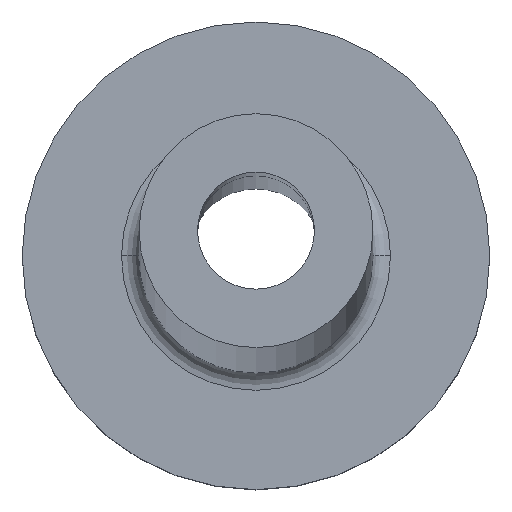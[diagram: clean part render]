
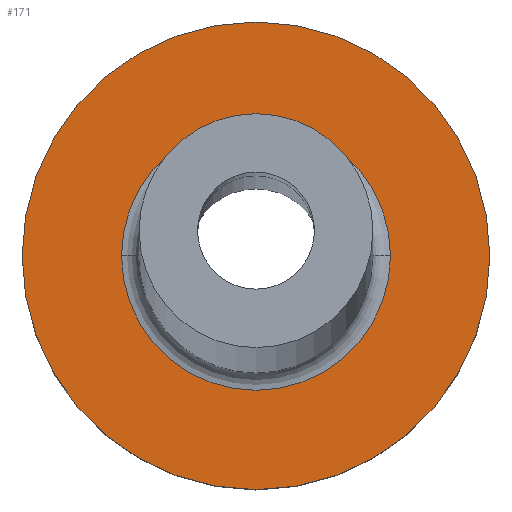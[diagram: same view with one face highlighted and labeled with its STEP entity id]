
A CAD part, top view. The second image highlights one B-rep face of the part: STEP entity #171.
In plain terms, the highlighted planar face has unit normal (0, 0, 1).
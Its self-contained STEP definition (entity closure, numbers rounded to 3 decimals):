
#10 = AXIS2_PLACEMENT_3D ( 'NONE', #114, #383, #169 ) ;
#37 = CIRCLE ( 'NONE', #130, 2.3 ) ;
#57 = FACE_OUTER_BOUND ( 'NONE', #204, .T. ) ;
#59 = VERTEX_POINT ( 'NONE', #448 ) ;
#60 = DIRECTION ( 'NONE',  ( 1., 0., 0. ) ) ;
#78 = EDGE_CURVE ( 'NONE', #143, #59, #122, .T. ) ;
#88 = CIRCLE ( 'NONE', #203, 4. ) ;
#95 = ORIENTED_EDGE ( 'NONE', *, *, #118, .T. ) ;
#101 = EDGE_CURVE ( 'NONE', #248, #422, #37, .T. ) ;
#104 = DIRECTION ( 'NONE',  ( 0., 0., 1. ) ) ;
#111 = DIRECTION ( 'NONE',  ( 0., 0., -1. ) ) ;
#114 = CARTESIAN_POINT ( 'NONE',  ( 0., 0., 3. ) ) ;
#118 = EDGE_CURVE ( 'NONE', #422, #248, #228, .T. ) ;
#122 = CIRCLE ( 'NONE', #374, 4. ) ;
#123 = CARTESIAN_POINT ( 'NONE',  ( 2.3, 0., 3. ) ) ;
#129 = EDGE_LOOP ( 'NONE', ( #291, #95 ) ) ;
#130 = AXIS2_PLACEMENT_3D ( 'NONE', #146, #111, #432 ) ;
#135 = ORIENTED_EDGE ( 'NONE', *, *, #78, .T. ) ;
#139 = EDGE_CURVE ( 'NONE', #59, #143, #88, .T. ) ;
#143 = VERTEX_POINT ( 'NONE', #293 ) ;
#146 = CARTESIAN_POINT ( 'NONE',  ( 0., 0., 3. ) ) ;
#150 = DIRECTION ( 'NONE',  ( 1., 0., 0. ) ) ;
#169 = DIRECTION ( 'NONE',  ( 1., 0., 0. ) ) ;
#171 = ADVANCED_FACE ( 'NONE', ( #376, #57 ), #317, .T. ) ;
#203 = AXIS2_PLACEMENT_3D ( 'NONE', #321, #414, #60 ) ;
#204 = EDGE_LOOP ( 'NONE', ( #135, #451 ) ) ;
#228 = CIRCLE ( 'NONE', #10, 2.3 ) ;
#237 = AXIS2_PLACEMENT_3D ( 'NONE', #449, #418, #150 ) ;
#248 = VERTEX_POINT ( 'NONE', #123 ) ;
#291 = ORIENTED_EDGE ( 'NONE', *, *, #101, .T. ) ;
#293 = CARTESIAN_POINT ( 'NONE',  ( -4., 0., 3. ) ) ;
#297 = CARTESIAN_POINT ( 'NONE',  ( 0., 0., 3. ) ) ;
#317 = PLANE ( 'NONE',  #237 ) ;
#321 = CARTESIAN_POINT ( 'NONE',  ( 0., 0., 3. ) ) ;
#371 = CARTESIAN_POINT ( 'NONE',  ( -2.3, 0., 3. ) ) ;
#374 = AXIS2_PLACEMENT_3D ( 'NONE', #297, #104, #398 ) ;
#376 = FACE_BOUND ( 'NONE', #129, .T. ) ;
#383 = DIRECTION ( 'NONE',  ( 0., 0., -1. ) ) ;
#398 = DIRECTION ( 'NONE',  ( 1., 0., 0. ) ) ;
#414 = DIRECTION ( 'NONE',  ( 0., 0., 1. ) ) ;
#418 = DIRECTION ( 'NONE',  ( 0., 0., 1. ) ) ;
#422 = VERTEX_POINT ( 'NONE', #371 ) ;
#432 = DIRECTION ( 'NONE',  ( 1., 0., 0. ) ) ;
#448 = CARTESIAN_POINT ( 'NONE',  ( 4., 0., 3. ) ) ;
#449 = CARTESIAN_POINT ( 'NONE',  ( 0., 0., 3. ) ) ;
#451 = ORIENTED_EDGE ( 'NONE', *, *, #139, .T. ) ;
